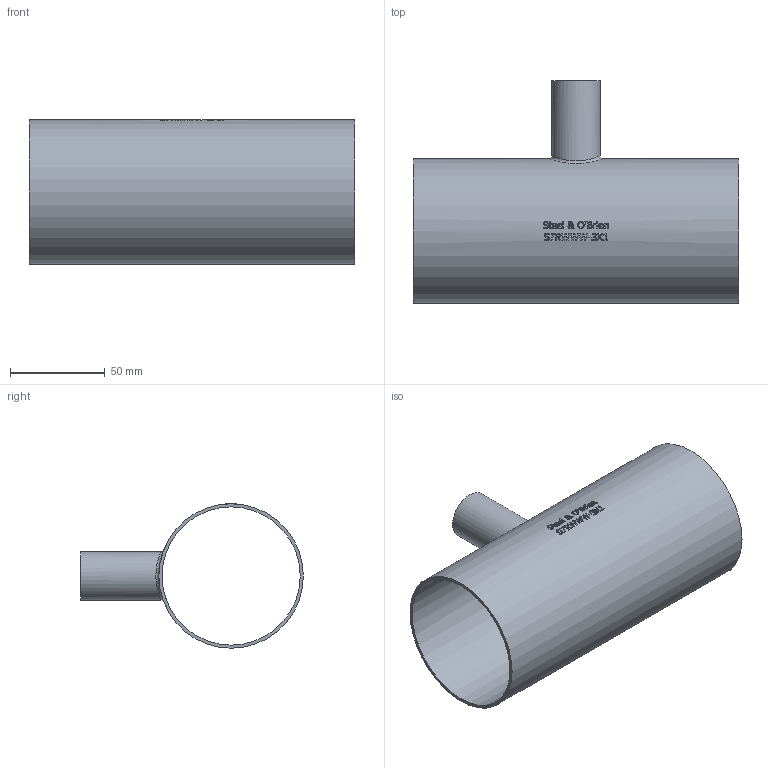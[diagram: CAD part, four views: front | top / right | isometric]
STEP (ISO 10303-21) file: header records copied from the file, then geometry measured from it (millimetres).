
FILE_DESCRIPTION(/* description */ (''),/* implementation_level */ '2;1');
FILE_NAME(/* name */ 'S7RWWW-3X1.stp',/* time_stamp */ '2018-11-28T14:39:54-05:00',/* author */ ('ken'),/* organization */ (''),/* preprocessor_version */ 'ST-DEVELOPER v15.2',/* originating_system */ 'Autodesk Inventor 2014',/* authorisation */ '');
FILE_SCHEMA (('AUTOMOTIVE_DESIGN { 1 0 10303 214 3 1 1 }'));
Length unit declared in the file: inch
Products named in the file (1): S7RWWW-3X1
Bounding box: 171.45 x 117.47 x 76.2 mm (x, y, z)
Volume: 70873.5 mm3; surface area: 86735 mm2
Topology: 1 solids, 1 shells, 378 faces, 1030 edges, 687 vertices
Faces by surface type: plane 178, bspline 163, cylinder 37
Full cylindrical faces by diameter (mm): 22.098 x1, 25.4 x1, 72.898 x1, 76.2 x1
Entity records: 15064 total; most frequent: CARTESIAN_POINT 6407, ORIENTED_EDGE 2042, DIRECTION 1323, EDGE_CURVE 1021, VERTEX_POINT 683, LINE 497, VECTOR 497, EDGE_LOOP 420
